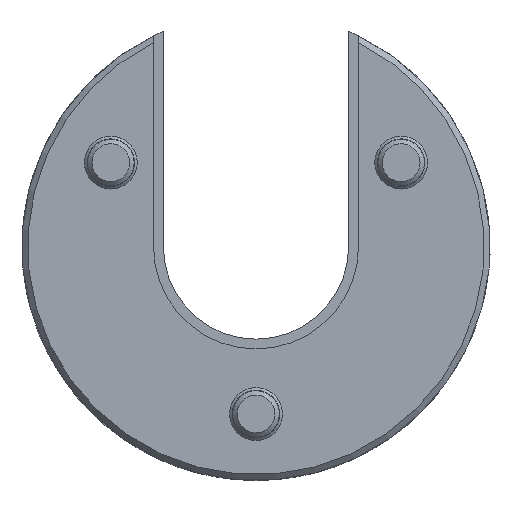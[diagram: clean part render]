
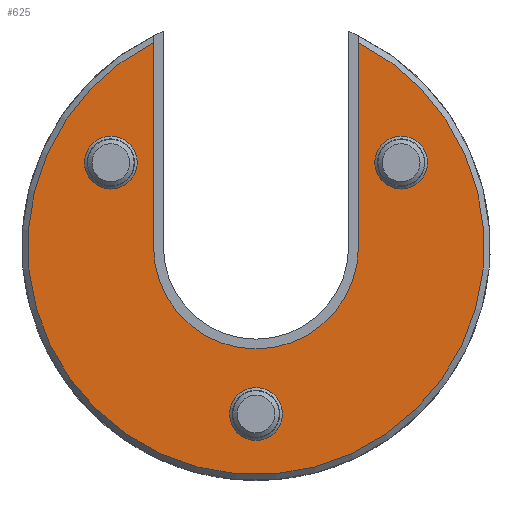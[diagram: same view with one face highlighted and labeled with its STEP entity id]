
A CAD part, front view. The second image highlights one B-rep face of the part: STEP entity #625.
In plain terms, the highlighted planar face has unit normal (0, -1, 0).
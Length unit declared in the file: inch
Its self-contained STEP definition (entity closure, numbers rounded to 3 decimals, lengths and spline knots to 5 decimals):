
#36=FACE_BOUND('',#122,.T.);
#37=FACE_BOUND('',#123,.T.);
#38=FACE_BOUND('',#124,.T.);
#43=PLANE('',#706);
#83=FACE_OUTER_BOUND('',#121,.T.);
#121=EDGE_LOOP('',(#474,#475,#476,#477));
#122=EDGE_LOOP('',(#478));
#123=EDGE_LOOP('',(#479));
#124=EDGE_LOOP('',(#480));
#169=LINE('',#1039,#220);
#170=LINE('',#1042,#221);
#220=VECTOR('',#826,39.37008);
#221=VECTOR('',#829,39.37008);
#260=CIRCLE('',#683,0.26);
#261=CIRCLE('',#685,0.06693);
#264=CIRCLE('',#690,0.06693);
#267=CIRCLE('',#695,0.06693);
#275=CIRCLE('',#707,0.57875);
#295=VERTEX_POINT('',#973);
#296=VERTEX_POINT('',#975);
#297=VERTEX_POINT('',#979);
#300=VERTEX_POINT('',#989);
#303=VERTEX_POINT('',#999);
#316=VERTEX_POINT('',#1038);
#317=VERTEX_POINT('',#1040);
#349=EDGE_CURVE('',#296,#295,#260,.T.);
#351=EDGE_CURVE('',#297,#297,#261,.T.);
#356=EDGE_CURVE('',#300,#300,#264,.T.);
#361=EDGE_CURVE('',#303,#303,#267,.T.);
#377=EDGE_CURVE('',#295,#316,#169,.T.);
#378=EDGE_CURVE('',#316,#317,#275,.T.);
#379=EDGE_CURVE('',#317,#296,#170,.T.);
#474=ORIENTED_EDGE('',*,*,#377,.T.);
#475=ORIENTED_EDGE('',*,*,#378,.T.);
#476=ORIENTED_EDGE('',*,*,#379,.T.);
#477=ORIENTED_EDGE('',*,*,#349,.T.);
#478=ORIENTED_EDGE('',*,*,#361,.T.);
#479=ORIENTED_EDGE('',*,*,#356,.T.);
#480=ORIENTED_EDGE('',*,*,#351,.T.);
#625=ADVANCED_FACE('',(#83,#36,#37,#38),#43,.F.);
#683=AXIS2_PLACEMENT_3D('',#976,#767,#768);
#685=AXIS2_PLACEMENT_3D('',#980,#772,#773);
#690=AXIS2_PLACEMENT_3D('',#990,#784,#785);
#695=AXIS2_PLACEMENT_3D('',#1000,#796,#797);
#706=AXIS2_PLACEMENT_3D('',#1037,#824,#825);
#707=AXIS2_PLACEMENT_3D('',#1041,#827,#828);
#767=DIRECTION('center_axis',(0.,1.,0.));
#768=DIRECTION('ref_axis',(0.,0.,1.));
#772=DIRECTION('center_axis',(0.,1.,0.));
#773=DIRECTION('ref_axis',(0.,0.,1.));
#784=DIRECTION('center_axis',(0.,1.,0.));
#785=DIRECTION('ref_axis',(0.,0.,1.));
#796=DIRECTION('center_axis',(0.,1.,0.));
#797=DIRECTION('ref_axis',(0.,0.,1.));
#824=DIRECTION('center_axis',(0.,1.,0.));
#825=DIRECTION('ref_axis',(0.,0.,1.));
#826=DIRECTION('',(0.,0.,1.));
#827=DIRECTION('center_axis',(0.,-1.,0.));
#828=DIRECTION('ref_axis',(0.,0.,1.));
#829=DIRECTION('',(0.,0.,-1.));
#973=CARTESIAN_POINT('',(-0.26,0.,0.));
#975=CARTESIAN_POINT('',(0.26,0.,0.));
#976=CARTESIAN_POINT('Origin',(0.,0.,0.));
#979=CARTESIAN_POINT('',(-0.36806,0.,0.14557));
#980=CARTESIAN_POINT('Origin',(-0.36806,0.,0.2125));
#989=CARTESIAN_POINT('',(0.36806,0.,0.14557));
#990=CARTESIAN_POINT('Origin',(0.36806,0.,0.2125));
#999=CARTESIAN_POINT('',(0.,0.,-0.49193));
#1000=CARTESIAN_POINT('Origin',(0.,0.,-0.425));
#1037=CARTESIAN_POINT('Origin',(0.,0.,0.));
#1038=CARTESIAN_POINT('',(-0.26,0.,0.51706));
#1039=CARTESIAN_POINT('',(-0.26,0.,0.));
#1040=CARTESIAN_POINT('',(0.26,0.,0.51706));
#1041=CARTESIAN_POINT('Origin',(0.,0.,0.));
#1042=CARTESIAN_POINT('',(0.26,0.,0.65614));
